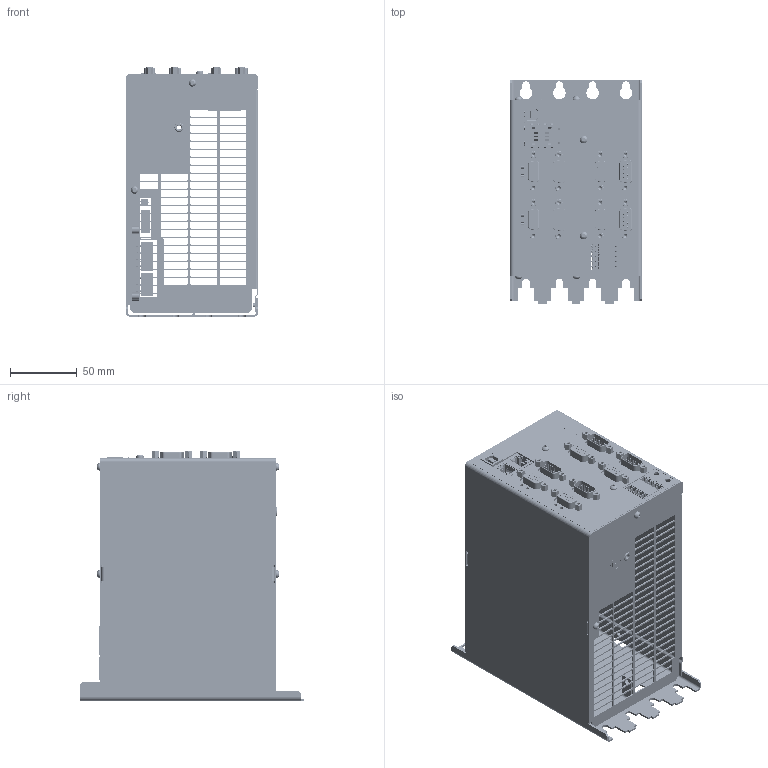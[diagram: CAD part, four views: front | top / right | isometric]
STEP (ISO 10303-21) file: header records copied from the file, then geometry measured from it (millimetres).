
FILE_DESCRIPTION((''),'2;1');
FILE_NAME('ACCURET_VHP48','2014-08-29T',('Ch5999'),(''),'PRO/ENGINEER BY PARAMETRIC TECHNOLOGY CORPORATION, 2014000','PRO/ENGINEER BY PARAMETRIC TECHNOLOGY CORPORATION, 2014000','');
FILE_SCHEMA(('CONFIG_CONTROL_DESIGN'));
Products named in the file (1): ACCURET_VHP48
Bounding box: 99.5 x 168 x 187 mm (x, y, z)
Volume: 9777.4 mm3; surface area: 243575.9 mm2
Topology: 26 solids, 29 shells, 7441 faces, 19435 edges, 12422 vertices
Faces by surface type: plane 4708, cylinder 2160, cone 504, torus 44, sphere 22, bspline 3
Entity records: 288704 total; most frequent: CARTESIAN_POINT 43500, DIRECTION 38814, ORIENTED_EDGE 38708, PRESENTATION_STYLE_ASSIGNMENT 19410, STYLED_ITEM 19410, CURVE_STYLE 19381, EDGE_CURVE 19381, VECTOR 13448
